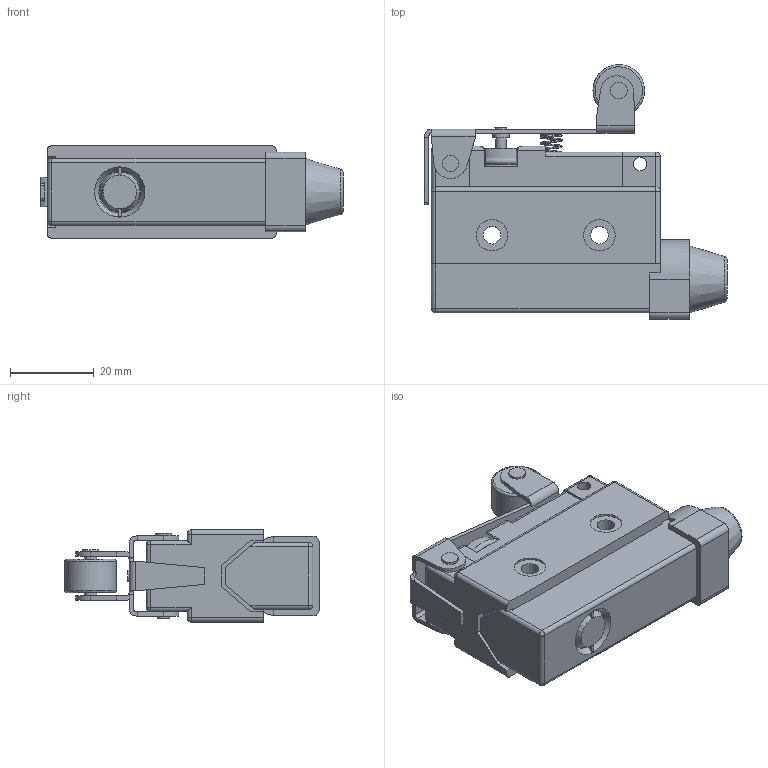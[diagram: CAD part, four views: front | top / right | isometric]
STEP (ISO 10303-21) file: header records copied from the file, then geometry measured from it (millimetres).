
FILE_DESCRIPTION(('STEP AP203'), '1');
FILE_NAME('MTB4-MS7128', '2025-09-02T08:24:48', (''), (''), 'C3D Converter', 'C3D Toolkit', '');
FILE_SCHEMA(('CONFIG_CONTROL_DESIGN'));
Length unit declared in the file: millimetre
Bounding box: 72.08 x 60.65 x 22 mm (x, y, z)
Volume: 44236.1 mm3; surface area: 13558.4 mm2
Topology: 2 solids, 2 shells, 256 faces, 651 edges, 413 vertices
Faces by surface type: plane 129, cylinder 92, bspline 14, sphere 10, torus 7, cone 4
Full cylindrical faces by diameter (mm): 2.5 x2, 2.8 x2, 3 x3, 3.2 x2, 3.5 x1, 4 x3, 4.2 x2, 7.5 x4, 12.3 x1, 15 x2
Entity records: 11608 total; most frequent: CARTESIAN_POINT 5489, DIRECTION 1249, ORIENTED_EDGE 1238, EDGE_CURVE 619, AXIS2_PLACEMENT_3D 446, VERTEX_POINT 411, LINE 357, VECTOR 357
